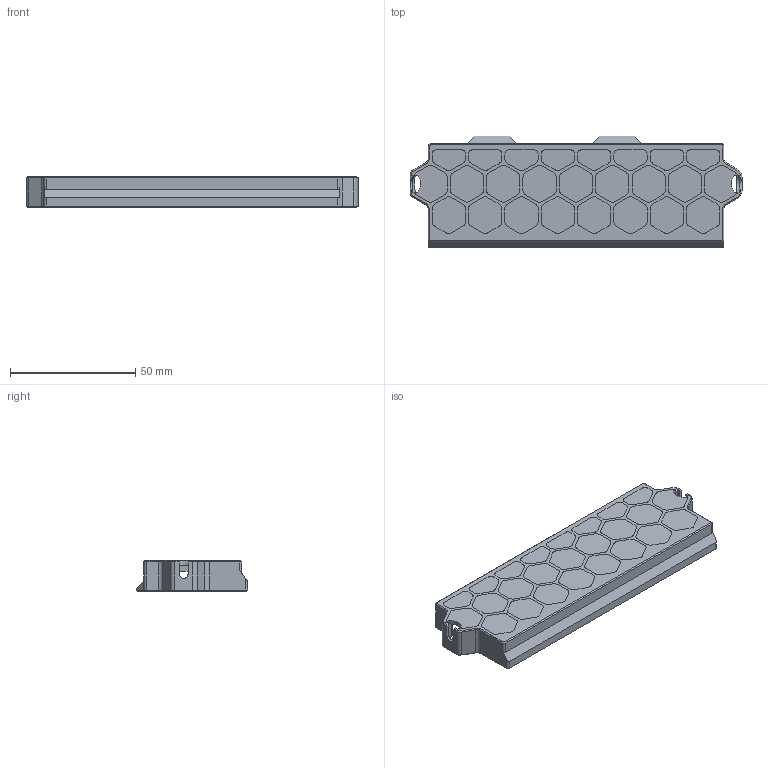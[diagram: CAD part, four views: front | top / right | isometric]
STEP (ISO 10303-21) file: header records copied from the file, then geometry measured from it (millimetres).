
FILE_DESCRIPTION(/* description */ (''),/* implementation_level */ '2;1');
FILE_NAME(/* name */ 'Rear_Skirt.step',/* time_stamp */ '2023-07-19T17:17:06-07:00',/* author */ (''),/* organization */ (''),/* preprocessor_version */ 'ST-DEVELOPER v19.2',/* originating_system */ 'Autodesk Translation Framework v12.6.0.85',/* authorisation */ '');
FILE_SCHEMA (('AUTOMOTIVE_DESIGN { 1 0 10303 214 3 1 1 }'));
Length unit declared in the file: millimetre
Products named in the file (2): Rear Skirt; Inserts (1)
Assembly tree (1 placements, depth 2):
  Rear Skirt
    Inserts (1)
Bounding box: 132.8 x 44.5 x 12 mm (x, y, z)
Volume: 20586.1 mm3; surface area: 22967.7 mm2
Topology: 26 solids, 26 shells, 1118 faces, 2902 edges, 1808 vertices
Faces by surface type: plane 580, cylinder 343, cone 181, bspline 8, torus 6
Entity records: 34813 total; most frequent: CARTESIAN_POINT 6978, DIRECTION 5888, ORIENTED_EDGE 5800, EDGE_CURVE 2900, AXIS2_PLACEMENT_3D 1990, LINE 1908, VECTOR 1908, VERTEX_POINT 1808
